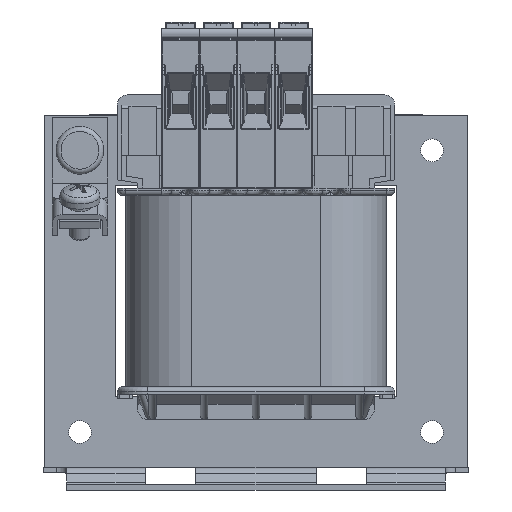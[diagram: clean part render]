
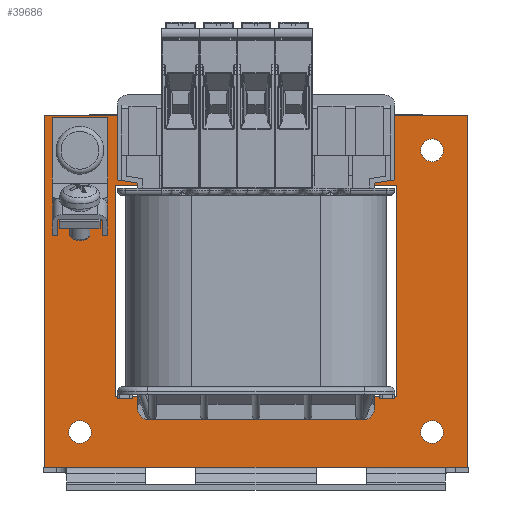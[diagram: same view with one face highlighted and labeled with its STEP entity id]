
A CAD part, front view. The second image highlights one B-rep face of the part: STEP entity #39686.
In plain terms, the highlighted planar face has unit normal (0, -1, 0).
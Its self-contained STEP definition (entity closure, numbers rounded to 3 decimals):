
#642=FACE_BOUND('',#4547,.T.);
#643=FACE_BOUND('',#4548,.T.);
#644=FACE_BOUND('',#4549,.T.);
#645=FACE_BOUND('',#4550,.T.);
#646=FACE_BOUND('',#4551,.T.);
#647=FACE_BOUND('',#4552,.T.);
#754=PLANE('',#42115);
#2411=FACE_OUTER_BOUND('',#4546,.T.);
#4546=EDGE_LOOP('',(#27442,#27443,#27444,#27445));
#4547=EDGE_LOOP('',(#27446));
#4548=EDGE_LOOP('',(#27447));
#4549=EDGE_LOOP('',(#27448));
#4550=EDGE_LOOP('',(#27449));
#4551=EDGE_LOOP('',(#27450,#27451,#27452,#27453));
#4552=EDGE_LOOP('',(#27454,#27455,#27456,#27457));
#6779=LINE('',#55516,#11796);
#6782=LINE('',#55522,#11799);
#6785=LINE('',#55528,#11802);
#6788=LINE('',#55532,#11805);
#6791=LINE('',#55540,#11808);
#6794=LINE('',#55546,#11811);
#6797=LINE('',#55552,#11814);
#6800=LINE('',#55556,#11817);
#6801=LINE('',#55560,#11818);
#6802=LINE('',#55562,#11819);
#6803=LINE('',#55564,#11820);
#6804=LINE('',#55565,#11821);
#11796=VECTOR('',#44920,10.);
#11799=VECTOR('',#44925,10.);
#11802=VECTOR('',#44930,10.);
#11805=VECTOR('',#44935,10.);
#11808=VECTOR('',#44940,10.);
#11811=VECTOR('',#44945,10.);
#11814=VECTOR('',#44950,10.);
#11817=VECTOR('',#44955,10.);
#11818=VECTOR('',#44958,10.);
#11819=VECTOR('',#44959,10.);
#11820=VECTOR('',#44960,10.);
#11821=VECTOR('',#44961,10.);
#16807=CIRCLE('',#42096,2.25);
#16809=CIRCLE('',#42099,2.25);
#16811=CIRCLE('',#42102,2.25);
#16813=CIRCLE('',#42105,2.25);
#17475=VERTEX_POINT('',#55486);
#17477=VERTEX_POINT('',#55492);
#17479=VERTEX_POINT('',#55498);
#17481=VERTEX_POINT('',#55504);
#17485=VERTEX_POINT('',#55513);
#17486=VERTEX_POINT('',#55515);
#17488=VERTEX_POINT('',#55521);
#17490=VERTEX_POINT('',#55527);
#17493=VERTEX_POINT('',#55537);
#17494=VERTEX_POINT('',#55539);
#17496=VERTEX_POINT('',#55545);
#17498=VERTEX_POINT('',#55551);
#17499=VERTEX_POINT('',#55558);
#17500=VERTEX_POINT('',#55559);
#17501=VERTEX_POINT('',#55561);
#17502=VERTEX_POINT('',#55563);
#21396=EDGE_CURVE('',#17475,#17475,#16807,.T.);
#21399=EDGE_CURVE('',#17477,#17477,#16809,.T.);
#21402=EDGE_CURVE('',#17479,#17479,#16811,.T.);
#21405=EDGE_CURVE('',#17481,#17481,#16813,.T.);
#21410=EDGE_CURVE('',#17486,#17485,#6779,.T.);
#21413=EDGE_CURVE('',#17488,#17486,#6782,.T.);
#21416=EDGE_CURVE('',#17490,#17488,#6785,.T.);
#21419=EDGE_CURVE('',#17485,#17490,#6788,.T.);
#21422=EDGE_CURVE('',#17494,#17493,#6791,.T.);
#21425=EDGE_CURVE('',#17496,#17494,#6794,.T.);
#21428=EDGE_CURVE('',#17498,#17496,#6797,.T.);
#21431=EDGE_CURVE('',#17493,#17498,#6800,.T.);
#21432=EDGE_CURVE('',#17499,#17500,#6801,.T.);
#21433=EDGE_CURVE('',#17501,#17499,#6802,.T.);
#21434=EDGE_CURVE('',#17502,#17501,#6803,.T.);
#21435=EDGE_CURVE('',#17500,#17502,#6804,.T.);
#27442=ORIENTED_EDGE('',*,*,#21432,.F.);
#27443=ORIENTED_EDGE('',*,*,#21433,.F.);
#27444=ORIENTED_EDGE('',*,*,#21434,.F.);
#27445=ORIENTED_EDGE('',*,*,#21435,.F.);
#27446=ORIENTED_EDGE('',*,*,#21396,.T.);
#27447=ORIENTED_EDGE('',*,*,#21399,.T.);
#27448=ORIENTED_EDGE('',*,*,#21402,.T.);
#27449=ORIENTED_EDGE('',*,*,#21405,.T.);
#27450=ORIENTED_EDGE('',*,*,#21410,.T.);
#27451=ORIENTED_EDGE('',*,*,#21419,.T.);
#27452=ORIENTED_EDGE('',*,*,#21416,.T.);
#27453=ORIENTED_EDGE('',*,*,#21413,.T.);
#27454=ORIENTED_EDGE('',*,*,#21422,.T.);
#27455=ORIENTED_EDGE('',*,*,#21431,.T.);
#27456=ORIENTED_EDGE('',*,*,#21428,.T.);
#27457=ORIENTED_EDGE('',*,*,#21425,.T.);
#39686=ADVANCED_FACE('',(#2411,#642,#643,#644,#645,#646,#647),#754,.F.);
#42096=AXIS2_PLACEMENT_3D('',#55487,#44890,#44891);
#42099=AXIS2_PLACEMENT_3D('',#55493,#44897,#44898);
#42102=AXIS2_PLACEMENT_3D('',#55499,#44904,#44905);
#42105=AXIS2_PLACEMENT_3D('',#55505,#44911,#44912);
#42115=AXIS2_PLACEMENT_3D('',#55557,#44956,#44957);
#44890=DIRECTION('center_axis',(0.,1.,0.));
#44891=DIRECTION('ref_axis',(1.,0.,0.));
#44897=DIRECTION('center_axis',(0.,1.,0.));
#44898=DIRECTION('ref_axis',(1.,0.,0.));
#44904=DIRECTION('center_axis',(0.,1.,0.));
#44905=DIRECTION('ref_axis',(1.,0.,0.));
#44911=DIRECTION('center_axis',(0.,1.,0.));
#44912=DIRECTION('ref_axis',(1.,0.,0.));
#44920=DIRECTION('',(0.,0.,1.));
#44925=DIRECTION('',(-1.,0.,0.));
#44930=DIRECTION('',(0.,0.,-1.));
#44935=DIRECTION('',(1.,0.,0.));
#44940=DIRECTION('',(0.,0.,1.));
#44945=DIRECTION('',(-1.,0.,0.));
#44950=DIRECTION('',(0.,0.,-1.));
#44955=DIRECTION('',(1.,0.,0.));
#44956=DIRECTION('center_axis',(0.,1.,0.));
#44957=DIRECTION('ref_axis',(0.,0.,1.));
#44958=DIRECTION('',(0.,0.,-1.));
#44959=DIRECTION('',(1.,0.,0.));
#44960=DIRECTION('',(0.,0.,1.));
#44961=DIRECTION('',(-1.,0.,0.));
#55486=CARTESIAN_POINT('',(-37.25,-14.75,-28.));
#55487=CARTESIAN_POINT('Origin',(-35.,-14.75,-28.));
#55492=CARTESIAN_POINT('',(32.75,-14.75,-28.));
#55493=CARTESIAN_POINT('Origin',(35.,-14.75,-28.));
#55498=CARTESIAN_POINT('',(32.75,-14.75,28.));
#55499=CARTESIAN_POINT('Origin',(35.,-14.75,28.));
#55504=CARTESIAN_POINT('',(-37.25,-14.75,28.));
#55505=CARTESIAN_POINT('Origin',(-35.,-14.75,28.));
#55513=CARTESIAN_POINT('',(-28.,-14.75,21.));
#55515=CARTESIAN_POINT('',(-28.,-14.75,-21.));
#55516=CARTESIAN_POINT('',(-28.,-14.75,10.5));
#55521=CARTESIAN_POINT('',(-14.,-14.75,-21.));
#55522=CARTESIAN_POINT('',(-14.,-14.75,-21.));
#55527=CARTESIAN_POINT('',(-14.,-14.75,21.));
#55528=CARTESIAN_POINT('',(-14.,-14.75,-10.5));
#55532=CARTESIAN_POINT('',(-7.,-14.75,21.));
#55537=CARTESIAN_POINT('',(14.,-14.75,21.));
#55539=CARTESIAN_POINT('',(14.,-14.75,-21.));
#55540=CARTESIAN_POINT('',(14.,-14.75,10.5));
#55545=CARTESIAN_POINT('',(28.,-14.75,-21.));
#55546=CARTESIAN_POINT('',(7.,-14.75,-21.));
#55551=CARTESIAN_POINT('',(28.,-14.75,21.));
#55552=CARTESIAN_POINT('',(28.,-14.75,-10.5));
#55556=CARTESIAN_POINT('',(14.,-14.75,21.));
#55557=CARTESIAN_POINT('Origin',(0.,-14.75,0.));
#55558=CARTESIAN_POINT('',(42.,-14.75,35.));
#55559=CARTESIAN_POINT('',(42.,-14.75,-35.));
#55560=CARTESIAN_POINT('',(42.,-14.75,-35.));
#55561=CARTESIAN_POINT('',(-42.,-14.75,35.));
#55562=CARTESIAN_POINT('',(42.,-14.75,35.));
#55563=CARTESIAN_POINT('',(-42.,-14.75,-35.));
#55564=CARTESIAN_POINT('',(-42.,-14.75,35.));
#55565=CARTESIAN_POINT('',(-42.,-14.75,-35.));
